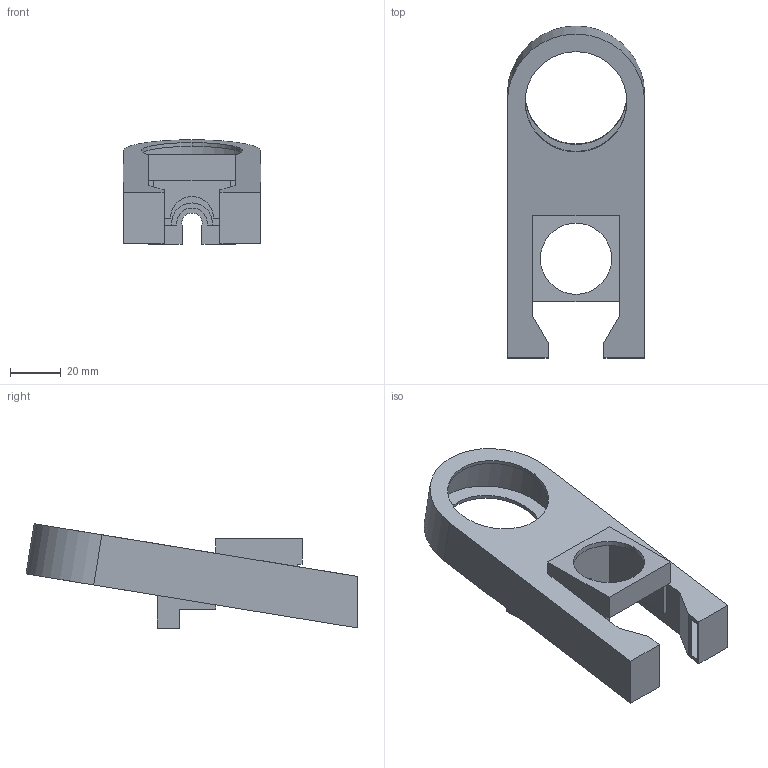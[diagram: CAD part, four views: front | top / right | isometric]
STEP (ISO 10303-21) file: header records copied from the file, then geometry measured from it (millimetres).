
FILE_DESCRIPTION (( 'STEP AP214' ), '1' );
FILE_NAME ('Fan shroud, Bortbot, vert.STEP', '2024-09-11T21:46:14', ( '' ), ( '' ), 'SwSTEP 2.0', 'SolidWorks 2022', '' );
FILE_SCHEMA (( 'AUTOMOTIVE_DESIGN' ));
Length unit declared in the file: millimetre
Products named in the file (1): Fan shroud, Bortbot, vert
Bounding box: 54 x 130.61 x 41.12 mm (x, y, z)
Volume: 33598.4 mm3; surface area: 35551.5 mm2
Topology: 1 solids, 1 shells, 75 faces, 204 edges, 134 vertices
Faces by surface type: plane 56, cylinder 19
Entity records: 2398 total; most frequent: CARTESIAN_POINT 420, ORIENTED_EDGE 408, DIRECTION 392, EDGE_CURVE 204, LINE 164, VECTOR 164, VERTEX_POINT 134, AXIS2_PLACEMENT_3D 114
